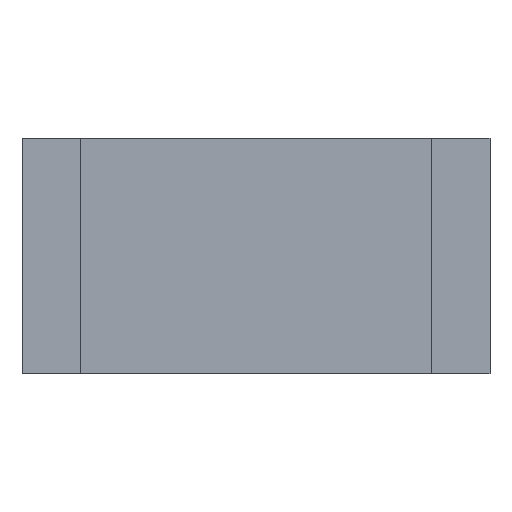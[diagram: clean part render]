
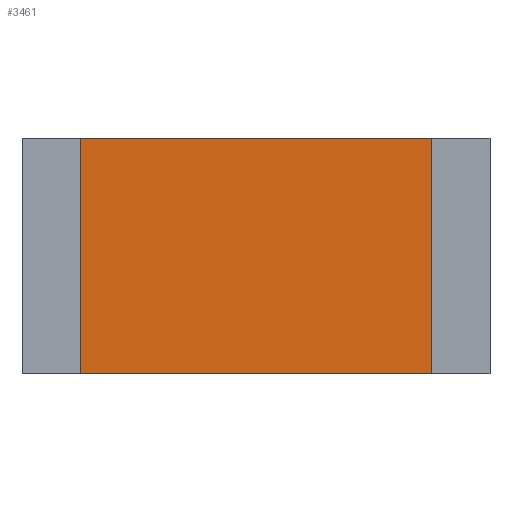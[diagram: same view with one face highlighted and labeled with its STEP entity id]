
A CAD part, front view. The second image highlights one B-rep face of the part: STEP entity #3461.
In plain terms, the highlighted planar face has unit normal (0, -1, 0).
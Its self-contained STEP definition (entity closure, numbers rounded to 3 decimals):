
#235 = CARTESIAN_POINT ( 'NONE',  ( 0., 0., -3.25 ) ) ;
#338 = CARTESIAN_POINT ( 'NONE',  ( 0., 0., 0. ) ) ;
#361 = CARTESIAN_POINT ( 'NONE',  ( 6.284, 0., -3.25 ) ) ;
#401 = ORIENTED_EDGE ( 'NONE', *, *, #1791, .T. ) ;
#419 = CARTESIAN_POINT ( 'NONE',  ( 0., 0., 0. ) ) ;
#513 = VERTEX_POINT ( 'NONE', #1881 ) ;
#571 = EDGE_CURVE ( 'NONE', #2086, #851, #3325, .T. ) ;
#600 = CARTESIAN_POINT ( 'NONE',  ( 0., 0., -3.25 ) ) ;
#603 = VECTOR ( 'NONE', #1429, 1000. ) ;
#724 = EDGE_CURVE ( 'NONE', #851, #2185, #902, .T. ) ;
#732 = FACE_OUTER_BOUND ( 'NONE', #3304, .T. ) ;
#840 = VECTOR ( 'NONE', #1192, 1000. ) ;
#851 = VERTEX_POINT ( 'NONE', #419 ) ;
#902 = LINE ( 'NONE', #338, #2582 ) ;
#947 = CARTESIAN_POINT ( 'NONE',  ( 6.284, 0., 0. ) ) ;
#961 = DIRECTION ( 'NONE',  ( 0., 0., 1. ) ) ;
#1143 = LINE ( 'NONE', #1402, #840 ) ;
#1192 = DIRECTION ( 'NONE',  ( 1., 0., 0. ) ) ;
#1281 = ORIENTED_EDGE ( 'NONE', *, *, #3375, .T. ) ;
#1369 = ORIENTED_EDGE ( 'NONE', *, *, #724, .F. ) ;
#1402 = CARTESIAN_POINT ( 'NONE',  ( 0., 0., -3.25 ) ) ;
#1429 = DIRECTION ( 'NONE',  ( 0., 0., 1. ) ) ;
#1704 = VECTOR ( 'NONE', #961, 1000. ) ;
#1730 = ORIENTED_EDGE ( 'NONE', *, *, #571, .F. ) ;
#1757 = AXIS2_PLACEMENT_3D ( 'NONE', #235, #2635, #2365 ) ;
#1791 = EDGE_CURVE ( 'NONE', #2086, #513, #1143, .T. ) ;
#1881 = CARTESIAN_POINT ( 'NONE',  ( 6.284, 0., -3.25 ) ) ;
#1940 = DIRECTION ( 'NONE',  ( 1., 0., 0. ) ) ;
#2086 = VERTEX_POINT ( 'NONE', #3000 ) ;
#2185 = VERTEX_POINT ( 'NONE', #947 ) ;
#2365 = DIRECTION ( 'NONE',  ( 0., 0., -1. ) ) ;
#2582 = VECTOR ( 'NONE', #1940, 1000. ) ;
#2635 = DIRECTION ( 'NONE',  ( 0., -1., 0. ) ) ;
#3000 = CARTESIAN_POINT ( 'NONE',  ( 0., 0., -3.25 ) ) ;
#3304 = EDGE_LOOP ( 'NONE', ( #1369, #1730, #401, #1281 ) ) ;
#3325 = LINE ( 'NONE', #600, #603 ) ;
#3375 = EDGE_CURVE ( 'NONE', #513, #2185, #3380, .T. ) ;
#3380 = LINE ( 'NONE', #361, #1704 ) ;
#3407 = PLANE ( 'NONE',  #1757 ) ;
#3461 = ADVANCED_FACE ( 'NONE', ( #732 ), #3407, .T. ) ;
